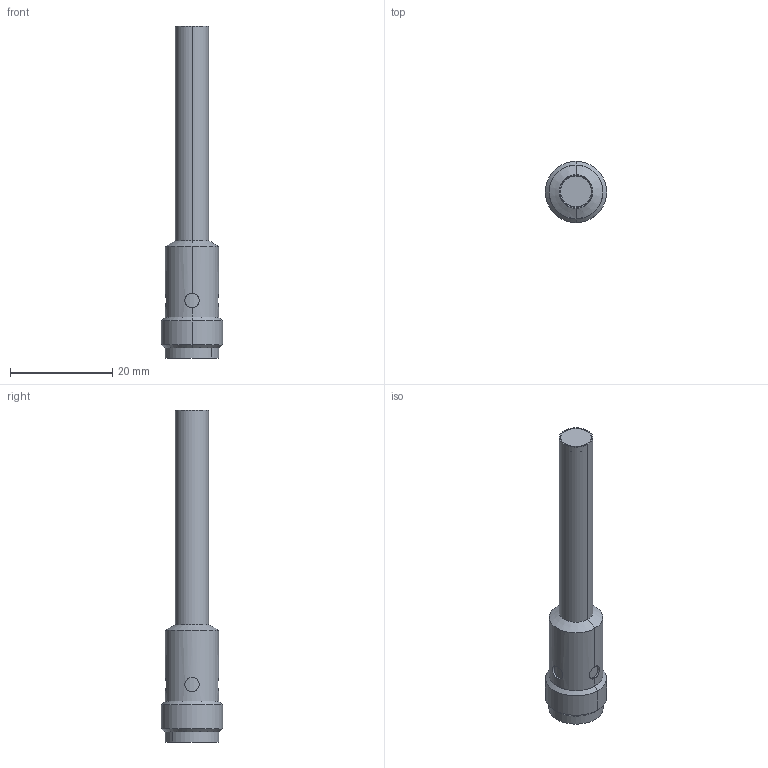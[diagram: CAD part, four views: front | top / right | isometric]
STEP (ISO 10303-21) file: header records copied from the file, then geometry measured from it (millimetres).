
FILE_DESCRIPTION((''),'2;1');
FILE_NAME('DM_CAD-6054_03ADQ3_10_ASM','2018-10-10T',('creinig-se'),(''),'PRO/ENGINEER BY PARAMETRIC TECHNOLOGY CORPORATION, 2015440','PRO/ENGINEER BY PARAMETRIC TECHNOLOGY CORPORATION, 2015440','');
FILE_SCHEMA(('CONFIG_CONTROL_DESIGN'));
Length unit declared in the file: millimetre
Products named in the file (4): DM_CAD-6049_04BTT5; DM_CAD-6054_04D8X4_10; DM_CAD-6054_V1_M12_4POL; DM_CAD-6054_03ADQ3_10_ASM
Assembly tree (3 placements, depth 2):
  DM_CAD-6054_03ADQ3_10_ASM
    DM_CAD-6049_04BTT5
    DM_CAD-6054_04D8X4_10
    DM_CAD-6054_V1_M12_4POL
Bounding box: 12 x 12 x 65 mm (x, y, z)
Volume: 2835.2 mm3; surface area: 3628.1 mm2
Topology: 3 solids, 3 shells, 93 faces, 292 edges, 230 vertices
Faces by surface type: cylinder 41, cone 30, plane 14, sphere 8
Entity records: 4427 total; most frequent: CARTESIAN_POINT 765, DIRECTION 606, ORIENTED_EDGE 416, PRESENTATION_STYLE_ASSIGNMENT 309, STYLED_ITEM 309, CURVE_STYLE 300, AXIS2_PLACEMENT_3D 233, EDGE_CURVE 208
